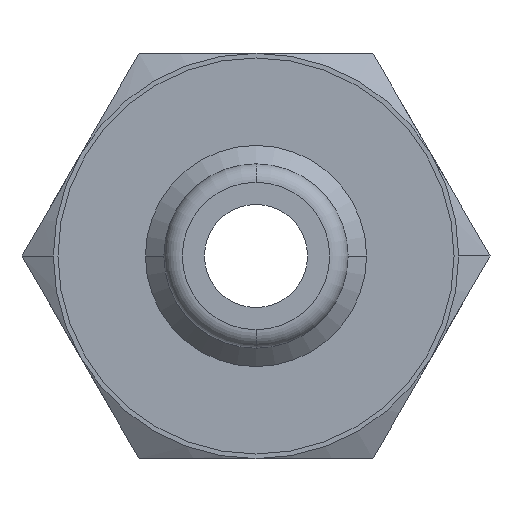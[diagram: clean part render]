
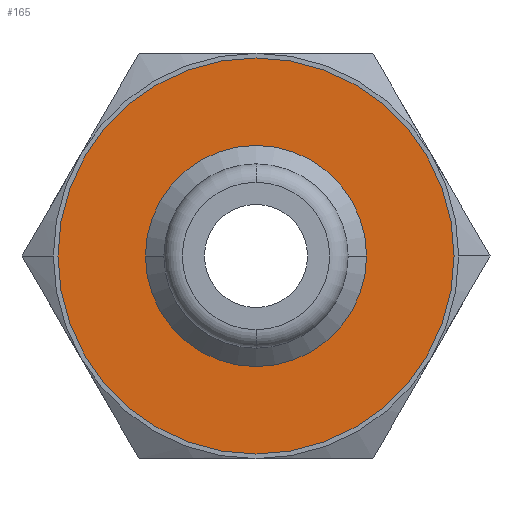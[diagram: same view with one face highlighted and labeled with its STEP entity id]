
A CAD part, front view. The second image highlights one B-rep face of the part: STEP entity #165.
In plain terms, the highlighted planar face has unit normal (0, -1, 0).
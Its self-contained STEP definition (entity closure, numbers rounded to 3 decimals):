
#165=ADVANCED_FACE('',(#341,#342),#343,.T.);
#341=FACE_OUTER_BOUND('',#526,.T.);
#342=FACE_BOUND('',#527,.T.);
#343=PLANE('',#528);
#526=EDGE_LOOP('',(#923,#924));
#527=EDGE_LOOP('',(#925,#926));
#528=AXIS2_PLACEMENT_3D('',#927,#928,#929);
#923=ORIENTED_EDGE('',*,*,#1195,.T.);
#924=ORIENTED_EDGE('',*,*,#1093,.T.);
#925=ORIENTED_EDGE('',*,*,#1049,.F.);
#926=ORIENTED_EDGE('',*,*,#1196,.F.);
#927=CARTESIAN_POINT('',(0.0,20.0,0.0));
#928=DIRECTION('',(0.0,-1.0,0.0));
#929=DIRECTION('',(-1.0,0.0,0.0));
#1049=EDGE_CURVE('',#1229,#1225,#1231,.T.);
#1093=EDGE_CURVE('',#1302,#1299,#1303,.T.);
#1195=EDGE_CURVE('',#1299,#1302,#1444,.T.);
#1196=EDGE_CURVE('',#1225,#1229,#1445,.T.);
#1225=VERTEX_POINT('',#1474);
#1229=VERTEX_POINT('',#1479);
#1231=CIRCLE('',#1482,6.0);
#1299=VERTEX_POINT('',#1566);
#1302=VERTEX_POINT('',#1570);
#1303=CIRCLE('',#1571,10.75);
#1444=CIRCLE('',#1993,10.75);
#1445=CIRCLE('',#1994,6.0);
#1474=CARTESIAN_POINT('',(6.0,20.0,0.));
#1479=CARTESIAN_POINT('',(-6.0,20.0,0.));
#1482=AXIS2_PLACEMENT_3D('',#2026,#2027,#2028);
#1566=CARTESIAN_POINT('',(10.75,20.0,0.0));
#1570=CARTESIAN_POINT('',(-10.75,20.0,0.));
#1571=AXIS2_PLACEMENT_3D('',#2094,#2095,#2096);
#1993=AXIS2_PLACEMENT_3D('',#2198,#2199,#2200);
#1994=AXIS2_PLACEMENT_3D('',#2201,#2202,#2203);
#2026=CARTESIAN_POINT('',(0.0,20.0,0.0));
#2027=DIRECTION('',(0.0,-1.0,0.0));
#2028=DIRECTION('',(1.0,0.0,0.0));
#2094=CARTESIAN_POINT('',(0.0,20.0,0.0));
#2095=DIRECTION('',(0.0,-1.0,0.0));
#2096=DIRECTION('',(1.0,0.0,0.0));
#2198=CARTESIAN_POINT('',(0.0,20.0,0.0));
#2199=DIRECTION('',(0.0,-1.0,0.0));
#2200=DIRECTION('',(1.0,0.0,0.0));
#2201=CARTESIAN_POINT('',(0.0,20.0,0.0));
#2202=DIRECTION('',(0.0,-1.0,0.0));
#2203=DIRECTION('',(1.0,0.0,0.0));
